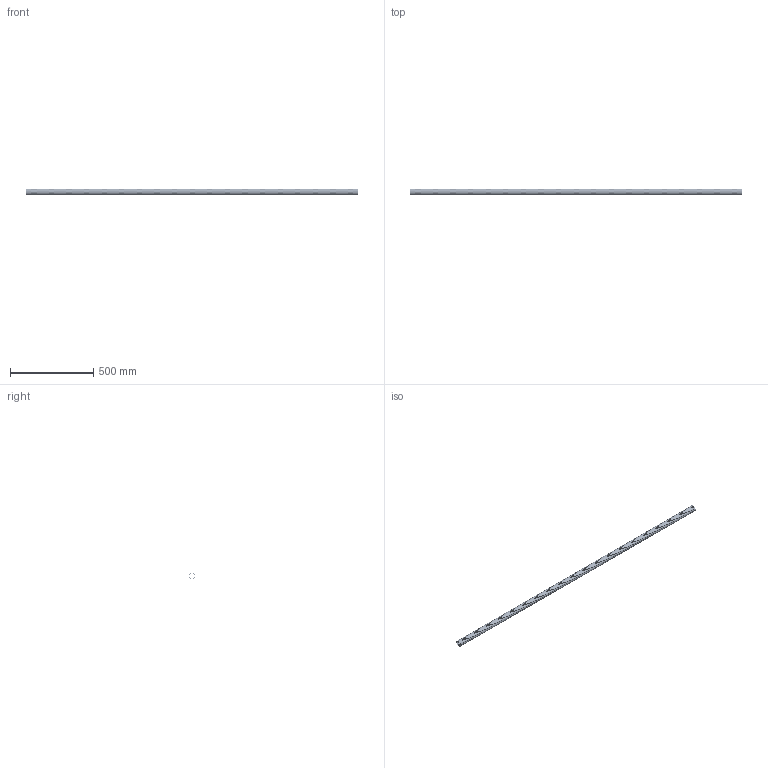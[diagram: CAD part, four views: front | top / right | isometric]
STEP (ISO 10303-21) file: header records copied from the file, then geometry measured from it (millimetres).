
FILE_DESCRIPTION (( 'STEP AP214' ), '1' );
FILE_NAME ('CTG20-40-K04-015 Òðóáà ãîôð. ÏÍÄ d40 ñ çîíäîì îðàíæåâàÿ (15 ì) IEK.STEP', '2017-11-17T06:28:22', ( '' ), ( '' ), 'SwSTEP 2.0', 'SolidWorks 2014', '' );
FILE_SCHEMA (( 'AUTOMOTIVE_DESIGN' ));
Length unit declared in the file: millimetre
Products named in the file (1): CTG20-40-K04-015 Òðóáà ãîôð. ÏÍÄ d40 ñ çîíäîì îðàíæåâàÿ (15 ì) IEK
Bounding box: 2000 x 40 x 40 mm (x, y, z)
Volume: 300160.2 mm3; surface area: 1000656.8 mm2
Topology: 1 solids, 1 shells, 4218 faces, 8436 edges, 5624 vertices
Faces by surface type: cylinder 2812, plane 1406
Entity records: 158920 total; most frequent: DIRECTION 22498, CARTESIAN_POINT 18279, ORIENTED_EDGE 16872, AXIS2_PLACEMENT_3D 9843, EDGE_CURVE 8436, VERTEX_POINT 5624, EDGE_LOOP 5624, CIRCLE 5624
